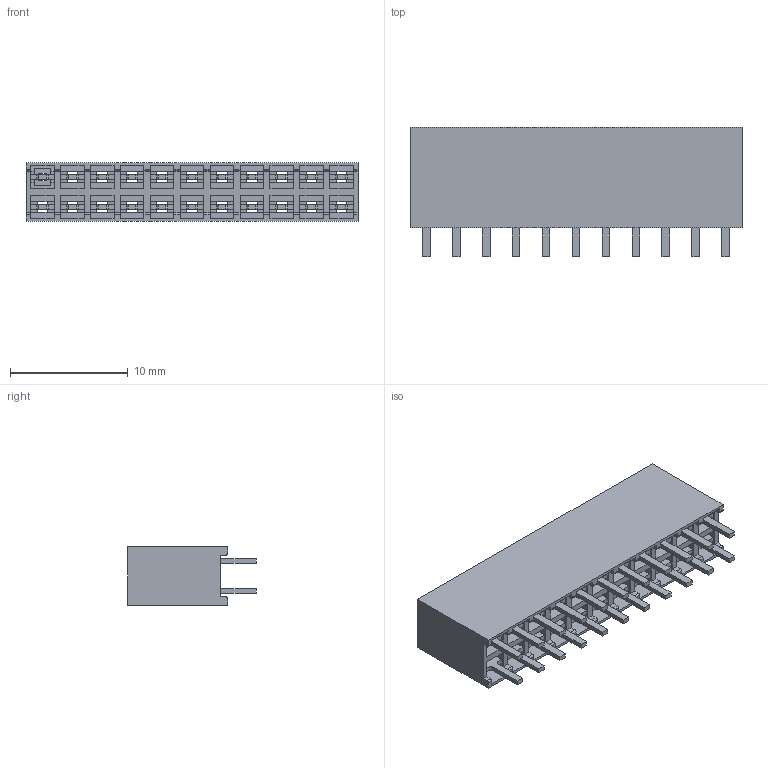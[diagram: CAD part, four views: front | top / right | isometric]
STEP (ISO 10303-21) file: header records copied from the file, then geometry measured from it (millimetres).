
FILE_DESCRIPTION (( 'STEP AP214' ), '1' );
FILE_NAME ('FEMALE_THT_11X2_Names.STEP', '2022-01-06T12:43:50', ( '' ), ( '' ), 'SwSTEP 2.0', 'SolidWorks 2021', '' );
FILE_SCHEMA (( 'AUTOMOTIVE_DESIGN' ));
Length unit declared in the file: millimetre
Products named in the file (1): FEMALE_THT_11X2_Names
Bounding box: 28.19 x 10.95 x 5 mm (x, y, z)
Volume: 514.3 mm3; surface area: 2409.6 mm2
Topology: 1 solids, 1 shells, 642 faces, 1980 edges, 1320 vertices
Faces by surface type: plane 574, cylinder 68
Entity records: 24480 total; most frequent: ORIENTED_EDGE 3960, CARTESIAN_POINT 3943, DIRECTION 3402, EDGE_CURVE 1980, VECTOR 1844, LINE 1844, VERTEX_POINT 1320, AXIS2_PLACEMENT_3D 779
